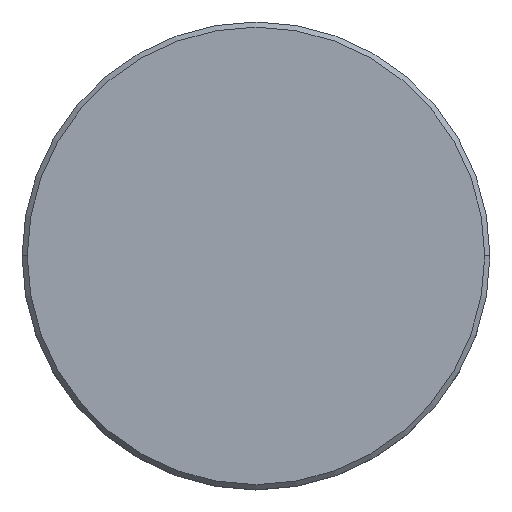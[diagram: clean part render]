
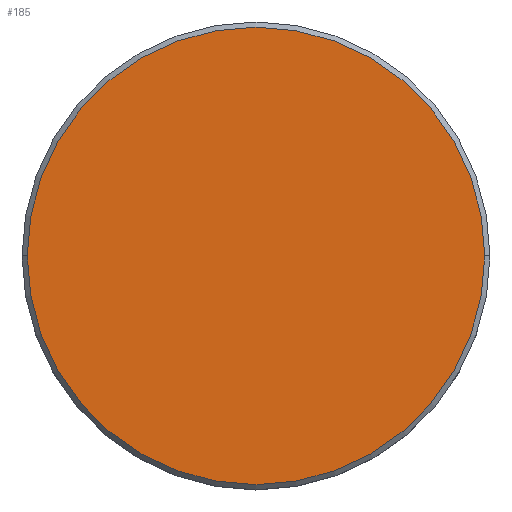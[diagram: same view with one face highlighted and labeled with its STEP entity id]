
A CAD part, top view. The second image highlights one B-rep face of the part: STEP entity #185.
In plain terms, the highlighted planar face has unit normal (0, 0, 1).
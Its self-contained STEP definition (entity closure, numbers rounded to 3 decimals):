
#1 = DIRECTION ( 'NONE',  ( 1., 0., 0. ) ) ;
#33 = CARTESIAN_POINT ( 'NONE',  ( 0., 0., 0. ) ) ;
#90 = CIRCLE ( 'NONE', #502, 22. ) ;
#162 = AXIS2_PLACEMENT_3D ( 'NONE', #33, #390, #580 ) ;
#185 = ADVANCED_FACE ( 'NONE', ( #234 ), #280, .T. ) ;
#190 = ORIENTED_EDGE ( 'NONE', *, *, #365, .T. ) ;
#208 = EDGE_LOOP ( 'NONE', ( #298, #190 ) ) ;
#234 = FACE_OUTER_BOUND ( 'NONE', #208, .T. ) ;
#250 = CARTESIAN_POINT ( 'NONE',  ( 22., 0., 0. ) ) ;
#264 = CIRCLE ( 'NONE', #162, 22. ) ;
#280 = PLANE ( 'NONE',  #504 ) ;
#298 = ORIENTED_EDGE ( 'NONE', *, *, #474, .T. ) ;
#316 = CARTESIAN_POINT ( 'NONE',  ( 0., 0., 0. ) ) ;
#328 = CARTESIAN_POINT ( 'NONE',  ( 0., 0., 0. ) ) ;
#334 = DIRECTION ( 'NONE',  ( 0., 0., 1. ) ) ;
#365 = EDGE_CURVE ( 'NONE', #383, #553, #264, .T. ) ;
#383 = VERTEX_POINT ( 'NONE', #250 ) ;
#390 = DIRECTION ( 'NONE',  ( 0., 0., 1. ) ) ;
#409 = CARTESIAN_POINT ( 'NONE',  ( -22., 0., 0. ) ) ;
#450 = DIRECTION ( 'NONE',  ( 0., 0., 1. ) ) ;
#468 = DIRECTION ( 'NONE',  ( 1., 0., 0. ) ) ;
#474 = EDGE_CURVE ( 'NONE', #553, #383, #90, .T. ) ;
#502 = AXIS2_PLACEMENT_3D ( 'NONE', #316, #450, #1 ) ;
#504 = AXIS2_PLACEMENT_3D ( 'NONE', #328, #334, #468 ) ;
#553 = VERTEX_POINT ( 'NONE', #409 ) ;
#580 = DIRECTION ( 'NONE',  ( 1., 0., 0. ) ) ;
